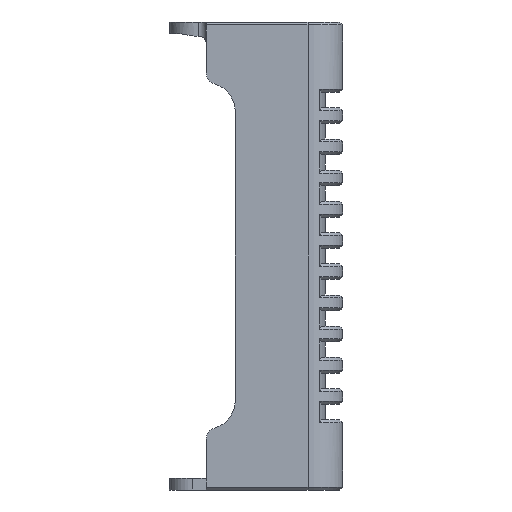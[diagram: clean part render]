
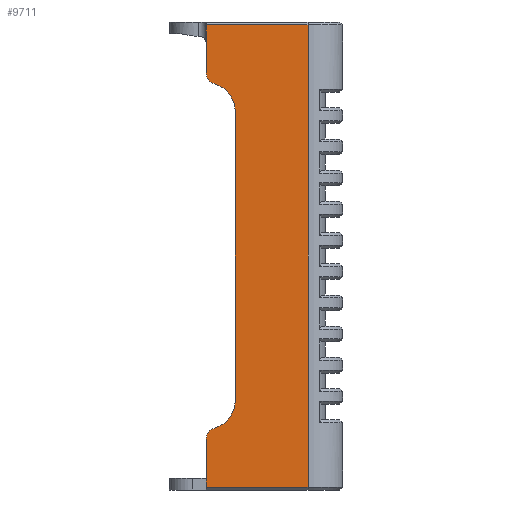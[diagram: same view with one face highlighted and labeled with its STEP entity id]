
A CAD part, left-side view. The second image highlights one B-rep face of the part: STEP entity #9711.
In plain terms, the highlighted planar face has unit normal (-1, 0, 0).
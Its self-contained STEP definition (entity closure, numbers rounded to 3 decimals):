
#19 = ORIENTED_EDGE ( 'NONE', *, *, #11312, .F. ) ;
#128 = VECTOR ( 'NONE', #11565, 1000. ) ;
#159 = DIRECTION ( 'NONE',  ( -1., 0., 0. ) ) ;
#653 = VERTEX_POINT ( 'NONE', #7601 ) ;
#1064 = CARTESIAN_POINT ( 'NONE',  ( -60., 18.6, 65.5 ) ) ;
#1125 = CARTESIAN_POINT ( 'NONE',  ( -60., 6., 81. ) ) ;
#1224 = AXIS2_PLACEMENT_3D ( 'NONE', #10553, #12551, #12484 ) ;
#1269 = CARTESIAN_POINT ( 'NONE',  ( -60., 6., 0.5 ) ) ;
#1285 = VERTEX_POINT ( 'NONE', #1269 ) ;
#1300 = VERTEX_POINT ( 'NONE', #10848 ) ;
#1305 = EDGE_CURVE ( 'NONE', #653, #7164, #4618, .T. ) ;
#1469 = CARTESIAN_POINT ( 'NONE',  ( -60., 23.6, 72.208 ) ) ;
#1526 = DIRECTION ( 'NONE',  ( -1., 0., 0. ) ) ;
#1721 = CARTESIAN_POINT ( 'NONE',  ( -60., 23.6, 81. ) ) ;
#2113 = ORIENTED_EDGE ( 'NONE', *, *, #1305, .T. ) ;
#2162 = CARTESIAN_POINT ( 'NONE',  ( -60., 6., 80.5 ) ) ;
#2230 = VECTOR ( 'NONE', #8113, 1000. ) ;
#2758 = CARTESIAN_POINT ( 'NONE',  ( -60., 18.6, 15.5 ) ) ;
#2873 = CARTESIAN_POINT ( 'NONE',  ( -60., 23.6, 0.5 ) ) ;
#2909 = EDGE_CURVE ( 'NONE', #3651, #653, #3735, .T. ) ;
#2985 = ORIENTED_EDGE ( 'NONE', *, *, #4589, .T. ) ;
#3610 = DIRECTION ( 'NONE',  ( 0., 0., -1. ) ) ;
#3611 = EDGE_CURVE ( 'NONE', #5219, #1300, #6259, .T. ) ;
#3651 = VERTEX_POINT ( 'NONE', #12290 ) ;
#3666 = VERTEX_POINT ( 'NONE', #6199 ) ;
#3697 = LINE ( 'NONE', #1125, #2230 ) ;
#3735 = CIRCLE ( 'NONE', #4591, 2. ) ;
#4015 = DIRECTION ( 'NONE',  ( 1., 0., 0. ) ) ;
#4107 = VERTEX_POINT ( 'NONE', #1469 ) ;
#4185 = DIRECTION ( 'NONE',  ( 0., -1., 0. ) ) ;
#4350 = AXIS2_PLACEMENT_3D ( 'NONE', #4420, #11786, #12524 ) ;
#4420 = CARTESIAN_POINT ( 'NONE',  ( -60., 21.6, 72.208 ) ) ;
#4589 = EDGE_CURVE ( 'NONE', #4107, #3666, #12909, .T. ) ;
#4591 = AXIS2_PLACEMENT_3D ( 'NONE', #9469, #1526, #12540 ) ;
#4618 = LINE ( 'NONE', #1721, #6306 ) ;
#4733 = ORIENTED_EDGE ( 'NONE', *, *, #8894, .T. ) ;
#5219 = VERTEX_POINT ( 'NONE', #7876 ) ;
#5585 = EDGE_LOOP ( 'NONE', ( #12621, #2985, #9444, #12195, #19, #6656, #2113, #4733, #9496, #8283 ) ) ;
#6086 = DIRECTION ( 'NONE',  ( 0., 0., -1. ) ) ;
#6199 = CARTESIAN_POINT ( 'NONE',  ( -60., 22.171, 70.292 ) ) ;
#6259 = LINE ( 'NONE', #2162, #128 ) ;
#6289 = EDGE_CURVE ( 'NONE', #9208, #10866, #9833, .T. ) ;
#6306 = VECTOR ( 'NONE', #8704, 1000. ) ;
#6656 = ORIENTED_EDGE ( 'NONE', *, *, #2909, .T. ) ;
#7164 = VERTEX_POINT ( 'NONE', #2873 ) ;
#7229 = VECTOR ( 'NONE', #3610, 1000. ) ;
#7250 = EDGE_CURVE ( 'NONE', #5219, #1285, #3697, .T. ) ;
#7601 = CARTESIAN_POINT ( 'NONE',  ( -60., 23.6, 8.792 ) ) ;
#7810 = DIRECTION ( 'NONE',  ( 0., 0., 1. ) ) ;
#7823 = LINE ( 'NONE', #11045, #7229 ) ;
#7876 = CARTESIAN_POINT ( 'NONE',  ( -60., 6., 80.5 ) ) ;
#8113 = DIRECTION ( 'NONE',  ( 0., 0., -1. ) ) ;
#8172 = CARTESIAN_POINT ( 'NONE',  ( -60., 6., 81. ) ) ;
#8283 = ORIENTED_EDGE ( 'NONE', *, *, #3611, .T. ) ;
#8411 = LINE ( 'NONE', #12491, #12580 ) ;
#8704 = DIRECTION ( 'NONE',  ( 0., 0., -1. ) ) ;
#8894 = EDGE_CURVE ( 'NONE', #7164, #1285, #8411, .T. ) ;
#8941 = AXIS2_PLACEMENT_3D ( 'NONE', #8172, #4015, #12124 ) ;
#9208 = VERTEX_POINT ( 'NONE', #2758 ) ;
#9252 = FACE_OUTER_BOUND ( 'NONE', #5585, .T. ) ;
#9373 = CIRCLE ( 'NONE', #1224, 5. ) ;
#9444 = ORIENTED_EDGE ( 'NONE', *, *, #12213, .F. ) ;
#9469 = CARTESIAN_POINT ( 'NONE',  ( -60., 21.6, 8.792 ) ) ;
#9496 = ORIENTED_EDGE ( 'NONE', *, *, #7250, .F. ) ;
#9711 = ADVANCED_FACE ( 'NONE', ( #9252 ), #12262, .F. ) ;
#9833 = LINE ( 'NONE', #12906, #11148 ) ;
#10018 = EDGE_CURVE ( 'NONE', #1300, #4107, #7823, .T. ) ;
#10553 = CARTESIAN_POINT ( 'NONE',  ( -60., 23.6, 65.5 ) ) ;
#10848 = CARTESIAN_POINT ( 'NONE',  ( -60., 23.6, 80.5 ) ) ;
#10866 = VERTEX_POINT ( 'NONE', #1064 ) ;
#11045 = CARTESIAN_POINT ( 'NONE',  ( -60., 23.6, 81. ) ) ;
#11131 = CIRCLE ( 'NONE', #13250, 5. ) ;
#11148 = VECTOR ( 'NONE', #7810, 1000. ) ;
#11312 = EDGE_CURVE ( 'NONE', #3651, #9208, #11131, .T. ) ;
#11565 = DIRECTION ( 'NONE',  ( 0., 1., 0. ) ) ;
#11786 = DIRECTION ( 'NONE',  ( -1., 0., 0. ) ) ;
#12124 = DIRECTION ( 'NONE',  ( 0., 0., -1. ) ) ;
#12195 = ORIENTED_EDGE ( 'NONE', *, *, #6289, .F. ) ;
#12213 = EDGE_CURVE ( 'NONE', #10866, #3666, #9373, .T. ) ;
#12262 = PLANE ( 'NONE',  #8941 ) ;
#12290 = CARTESIAN_POINT ( 'NONE',  ( -60., 22.171, 10.708 ) ) ;
#12379 = CARTESIAN_POINT ( 'NONE',  ( -60., 23.6, 15.5 ) ) ;
#12484 = DIRECTION ( 'NONE',  ( 0., 0., 1. ) ) ;
#12491 = CARTESIAN_POINT ( 'NONE',  ( -60., 6., 0.5 ) ) ;
#12524 = DIRECTION ( 'NONE',  ( 0., 0., -1. ) ) ;
#12540 = DIRECTION ( 'NONE',  ( 0., 0., -1. ) ) ;
#12551 = DIRECTION ( 'NONE',  ( -1., 0., 0. ) ) ;
#12580 = VECTOR ( 'NONE', #4185, 1000. ) ;
#12621 = ORIENTED_EDGE ( 'NONE', *, *, #10018, .T. ) ;
#12906 = CARTESIAN_POINT ( 'NONE',  ( -60., 18.6, 15.5 ) ) ;
#12909 = CIRCLE ( 'NONE', #4350, 2. ) ;
#13250 = AXIS2_PLACEMENT_3D ( 'NONE', #12379, #159, #6086 ) ;
